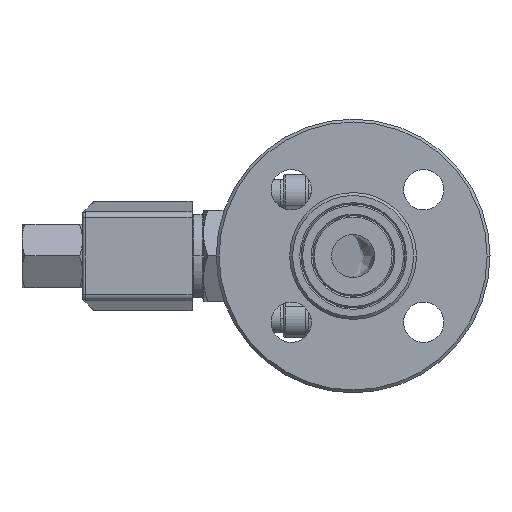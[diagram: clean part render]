
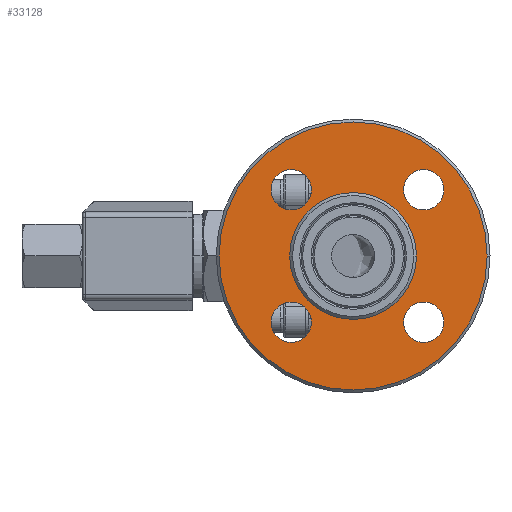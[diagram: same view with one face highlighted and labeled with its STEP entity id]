
A CAD part, left-side view. The second image highlights one B-rep face of the part: STEP entity #33128.
In plain terms, the highlighted planar face has unit normal (-1, 0, 0).
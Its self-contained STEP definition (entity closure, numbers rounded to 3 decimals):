
#524 = EDGE_LOOP ( 'NONE', ( #51950, #16644 ) ) ;
#1428 = FACE_BOUND ( 'NONE', #43436, .T. ) ;
#2053 = CARTESIAN_POINT ( 'NONE',  ( -52., -15.5, 0. ) ) ;
#2098 = EDGE_CURVE ( 'NONE', #61276, #51472, #9794, .T. ) ;
#2134 = ORIENTED_EDGE ( 'NONE', *, *, #43621, .T. ) ;
#2160 = DIRECTION ( 'NONE',  ( 0., 0., -1. ) ) ;
#2309 = DIRECTION ( 'NONE',  ( 1., 0., 0. ) ) ;
#2570 = DIRECTION ( 'NONE',  ( 0., 0., -1. ) ) ;
#2763 = CIRCLE ( 'NONE', #30668, 7. ) ;
#2809 = CARTESIAN_POINT ( 'NONE',  ( -52., -15.5, 0. ) ) ;
#3154 = DIRECTION ( 'NONE',  ( 1., 0., 0. ) ) ;
#3888 = AXIS2_PLACEMENT_3D ( 'NONE', #37344, #3154, #43083 ) ;
#3950 = CARTESIAN_POINT ( 'NONE',  ( -52., -39.98, -22.98 ) ) ;
#4110 = VERTEX_POINT ( 'NONE', #38924 ) ;
#4684 = AXIS2_PLACEMENT_3D ( 'NONE', #67426, #33427, #73126 ) ;
#6758 = ORIENTED_EDGE ( 'NONE', *, *, #43865, .T. ) ;
#7371 = CARTESIAN_POINT ( 'NONE',  ( -52., -39.98, 22.98 ) ) ;
#7858 = DIRECTION ( 'NONE',  ( 0., 1., 0. ) ) ;
#8610 = DIRECTION ( 'NONE',  ( 0., 1., 0. ) ) ;
#8759 = VERTEX_POINT ( 'NONE', #67027 ) ;
#9101 = VERTEX_POINT ( 'NONE', #27154 ) ;
#9771 = DIRECTION ( 'NONE',  ( 0., 0., -1. ) ) ;
#9794 = CIRCLE ( 'NONE', #20235, 7. ) ;
#9887 = CARTESIAN_POINT ( 'NONE',  ( -52., -15.5, 0. ) ) ;
#10010 = CIRCLE ( 'NONE', #3888, 7. ) ;
#10760 = VERTEX_POINT ( 'NONE', #72394 ) ;
#11602 = CARTESIAN_POINT ( 'NONE',  ( -52., -15.5, 0. ) ) ;
#11824 = ORIENTED_EDGE ( 'NONE', *, *, #25053, .T. ) ;
#11832 = CARTESIAN_POINT ( 'NONE',  ( -52., -62., 0. ) ) ;
#13162 = DIRECTION ( 'NONE',  ( 0., 0., -1. ) ) ;
#14832 = AXIS2_PLACEMENT_3D ( 'NONE', #7371, #47241, #13162 ) ;
#14897 = FACE_OUTER_BOUND ( 'NONE', #69175, .T. ) ;
#15625 = DIRECTION ( 'NONE',  ( 0., 1., 0. ) ) ;
#16546 = AXIS2_PLACEMENT_3D ( 'NONE', #3950, #43883, #9771 ) ;
#16644 = ORIENTED_EDGE ( 'NONE', *, *, #32972, .T. ) ;
#17324 = DIRECTION ( 'NONE',  ( 0., 1., 0. ) ) ;
#19204 = CIRCLE ( 'NONE', #4684, 7. ) ;
#20235 = AXIS2_PLACEMENT_3D ( 'NONE', #31277, #31116, #31026 ) ;
#21477 = EDGE_CURVE ( 'NONE', #30690, #10760, #50794, .T. ) ;
#21493 = ORIENTED_EDGE ( 'NONE', *, *, #57589, .F. ) ;
#22333 = DIRECTION ( 'NONE',  ( 1., 0., 0. ) ) ;
#22611 = CARTESIAN_POINT ( 'NONE',  ( -52., 5.98, 22.98 ) ) ;
#22870 = EDGE_LOOP ( 'NONE', ( #6758, #32047 ) ) ;
#22913 = VERTEX_POINT ( 'NONE', #69289 ) ;
#25053 = EDGE_CURVE ( 'NONE', #4110, #70416, #43478, .T. ) ;
#27154 = CARTESIAN_POINT ( 'NONE',  ( -52., 6.5, 0. ) ) ;
#27999 = AXIS2_PLACEMENT_3D ( 'NONE', #22611, #62418, #28331 ) ;
#28331 = DIRECTION ( 'NONE',  ( 0., 0., -1. ) ) ;
#28362 = AXIS2_PLACEMENT_3D ( 'NONE', #2053, #41998, #7858 ) ;
#28607 = ORIENTED_EDGE ( 'NONE', *, *, #51694, .T. ) ;
#29448 = CARTESIAN_POINT ( 'NONE',  ( -52., -39.98, 15.98 ) ) ;
#30004 = FACE_BOUND ( 'NONE', #48686, .T. ) ;
#30260 = VERTEX_POINT ( 'NONE', #38224 ) ;
#30341 = AXIS2_PLACEMENT_3D ( 'NONE', #70352, #36354, #2160 ) ;
#30628 = ORIENTED_EDGE ( 'NONE', *, *, #21477, .F. ) ;
#30668 = AXIS2_PLACEMENT_3D ( 'NONE', #56484, #22333, #62150 ) ;
#30690 = VERTEX_POINT ( 'NONE', #11832 ) ;
#31008 = CARTESIAN_POINT ( 'NONE',  ( -52., -15.5, 0. ) ) ;
#31026 = DIRECTION ( 'NONE',  ( 0., 0., -1. ) ) ;
#31116 = DIRECTION ( 'NONE',  ( 1., 0., 0. ) ) ;
#31277 = CARTESIAN_POINT ( 'NONE',  ( -52., -39.98, 22.98 ) ) ;
#32047 = ORIENTED_EDGE ( 'NONE', *, *, #48645, .T. ) ;
#32208 = AXIS2_PLACEMENT_3D ( 'NONE', #2809, #42733, #8610 ) ;
#32972 = EDGE_CURVE ( 'NONE', #51472, #61276, #35396, .T. ) ;
#33128 = ADVANCED_FACE ( 'NONE', ( #62053, #45193, #60305, #1428, #30004, #14897 ), #36759, .F. ) ;
#33427 = DIRECTION ( 'NONE',  ( 1., 0., 0. ) ) ;
#34492 = EDGE_LOOP ( 'NONE', ( #28607, #11824 ) ) ;
#35396 = CIRCLE ( 'NONE', #14832, 7. ) ;
#36354 = DIRECTION ( 'NONE',  ( 1., 0., 0. ) ) ;
#36759 = PLANE ( 'NONE',  #60601 ) ;
#37344 = CARTESIAN_POINT ( 'NONE',  ( -52., -39.98, -22.98 ) ) ;
#38224 = CARTESIAN_POINT ( 'NONE',  ( -52., -39.98, -29.98 ) ) ;
#38924 = CARTESIAN_POINT ( 'NONE',  ( -52., 5.98, 29.98 ) ) ;
#41998 = DIRECTION ( 'NONE',  ( 1., 0., 0. ) ) ;
#42733 = DIRECTION ( 'NONE',  ( -1., 0., 0. ) ) ;
#43083 = DIRECTION ( 'NONE',  ( 0., 0., -1. ) ) ;
#43436 = EDGE_LOOP ( 'NONE', ( #2134, #68256 ) ) ;
#43478 = CIRCLE ( 'NONE', #27999, 7. ) ;
#43621 = EDGE_CURVE ( 'NONE', #30260, #8759, #10010, .T. ) ;
#43865 = EDGE_CURVE ( 'NONE', #22913, #66989, #2763, .T. ) ;
#43883 = DIRECTION ( 'NONE',  ( 1., 0., 0. ) ) ;
#44607 = CIRCLE ( 'NONE', #28362, 46.5 ) ;
#45193 = FACE_BOUND ( 'NONE', #34492, .T. ) ;
#47075 = EDGE_CURVE ( 'NONE', #10760, #30690, #44607, .T. ) ;
#47241 = DIRECTION ( 'NONE',  ( 1., 0., 0. ) ) ;
#48497 = ORIENTED_EDGE ( 'NONE', *, *, #60542, .F. ) ;
#48645 = EDGE_CURVE ( 'NONE', #66989, #22913, #51568, .T. ) ;
#48686 = EDGE_LOOP ( 'NONE', ( #21493, #48497 ) ) ;
#48833 = AXIS2_PLACEMENT_3D ( 'NONE', #11602, #51398, #17324 ) ;
#49680 = DIRECTION ( 'NONE',  ( -1., 0., 0. ) ) ;
#50794 = CIRCLE ( 'NONE', #48833, 46.5 ) ;
#50795 = CARTESIAN_POINT ( 'NONE',  ( -52., 5.98, -15.98 ) ) ;
#50931 = ORIENTED_EDGE ( 'NONE', *, *, #47075, .F. ) ;
#51398 = DIRECTION ( 'NONE',  ( 1., 0., 0. ) ) ;
#51472 = VERTEX_POINT ( 'NONE', #71664 ) ;
#51568 = CIRCLE ( 'NONE', #30341, 7. ) ;
#51598 = CIRCLE ( 'NONE', #32208, 22. ) ;
#51694 = EDGE_CURVE ( 'NONE', #70416, #4110, #19204, .T. ) ;
#51950 = ORIENTED_EDGE ( 'NONE', *, *, #2098, .T. ) ;
#52376 = CIRCLE ( 'NONE', #16546, 7. ) ;
#56484 = CARTESIAN_POINT ( 'NONE',  ( -52., 5.98, -22.98 ) ) ;
#57174 = VERTEX_POINT ( 'NONE', #57484 ) ;
#57484 = CARTESIAN_POINT ( 'NONE',  ( -52., -37.5, 0. ) ) ;
#57589 = EDGE_CURVE ( 'NONE', #9101, #57174, #73824, .T. ) ;
#60305 = FACE_BOUND ( 'NONE', #524, .T. ) ;
#60542 = EDGE_CURVE ( 'NONE', #57174, #9101, #51598, .T. ) ;
#60601 = AXIS2_PLACEMENT_3D ( 'NONE', #31008, #2309, #2570 ) ;
#61276 = VERTEX_POINT ( 'NONE', #29448 ) ;
#61443 = CARTESIAN_POINT ( 'NONE',  ( -52., 5.98, 15.98 ) ) ;
#61714 = EDGE_CURVE ( 'NONE', #8759, #30260, #52376, .T. ) ;
#62053 = FACE_BOUND ( 'NONE', #22870, .T. ) ;
#62150 = DIRECTION ( 'NONE',  ( 0., 0., -1. ) ) ;
#62418 = DIRECTION ( 'NONE',  ( 1., 0., 0. ) ) ;
#66989 = VERTEX_POINT ( 'NONE', #50795 ) ;
#67027 = CARTESIAN_POINT ( 'NONE',  ( -52., -39.98, -15.98 ) ) ;
#67426 = CARTESIAN_POINT ( 'NONE',  ( -52., 5.98, 22.98 ) ) ;
#68256 = ORIENTED_EDGE ( 'NONE', *, *, #61714, .T. ) ;
#69175 = EDGE_LOOP ( 'NONE', ( #50931, #30628 ) ) ;
#69289 = CARTESIAN_POINT ( 'NONE',  ( -52., 5.98, -29.98 ) ) ;
#70352 = CARTESIAN_POINT ( 'NONE',  ( -52., 5.98, -22.98 ) ) ;
#70416 = VERTEX_POINT ( 'NONE', #61443 ) ;
#71664 = CARTESIAN_POINT ( 'NONE',  ( -52., -39.98, 29.98 ) ) ;
#72394 = CARTESIAN_POINT ( 'NONE',  ( -52., 31., 0. ) ) ;
#72556 = AXIS2_PLACEMENT_3D ( 'NONE', #9887, #49680, #15625 ) ;
#73126 = DIRECTION ( 'NONE',  ( 0., 0., -1. ) ) ;
#73824 = CIRCLE ( 'NONE', #72556, 22. ) ;
